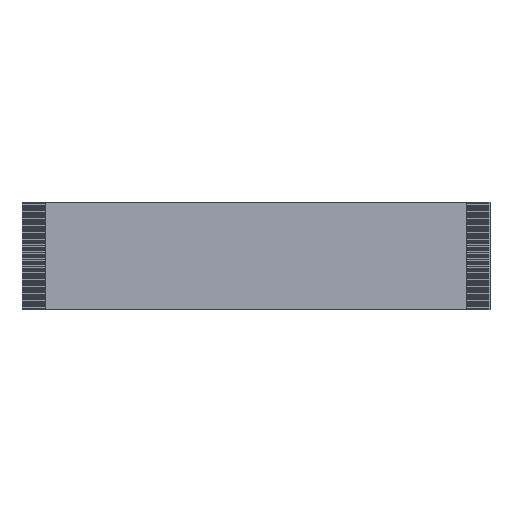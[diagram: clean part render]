
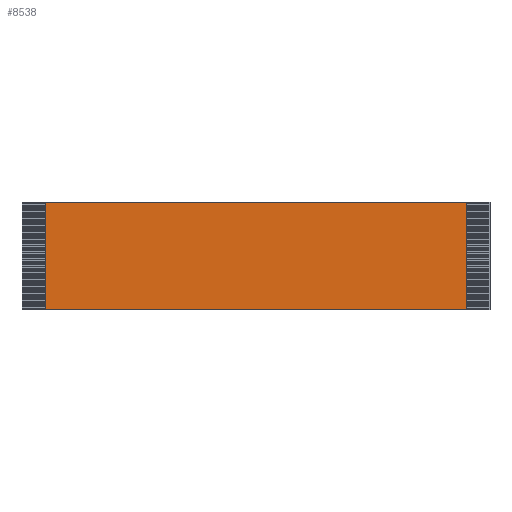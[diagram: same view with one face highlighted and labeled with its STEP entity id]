
A CAD part, top view. The second image highlights one B-rep face of the part: STEP entity #8538.
In plain terms, the highlighted planar face has unit normal (0, 0, 1).
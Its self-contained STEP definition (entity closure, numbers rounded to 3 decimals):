
#1819=ORIENTED_EDGE('',*,*,#2587,.T.);
#1820=ORIENTED_EDGE('',*,*,#2862,.F.);
#1821=ORIENTED_EDGE('',*,*,#2584,.F.);
#1822=ORIENTED_EDGE('',*,*,#2861,.T.);
#2584=EDGE_CURVE('',#3427,#3428,#4098,.T.);
#2587=EDGE_CURVE('',#3430,#3429,#4101,.T.);
#2861=EDGE_CURVE('',#3427,#3430,#4375,.T.);
#2862=EDGE_CURVE('',#3428,#3429,#4376,.T.);
#3427=VERTEX_POINT('',#11702);
#3428=VERTEX_POINT('',#11704);
#3429=VERTEX_POINT('',#11708);
#3430=VERTEX_POINT('',#11710);
#4098=LINE('',#11703,#5044);
#4101=LINE('',#11709,#5047);
#4375=LINE('',#12169,#5321);
#4376=LINE('',#12171,#5322);
#5044=VECTOR('',#9711,1000.);
#5047=VECTOR('',#9716,1000.);
#5321=VECTOR('',#10360,1000.);
#5322=VECTOR('',#10363,1000.);
#5611=EDGE_LOOP('',(#1819,#1820,#1821,#1822));
#5901=FACE_BOUND('',#5611,.T.);
#6191=PLANE('',#8835);
#8538=ADVANCED_FACE('',(#5901),#6191,.F.);
#8835=AXIS2_PLACEMENT_3D('',#12170,#10361,#10362);
#9711=DIRECTION('',(1.,0.,0.));
#9716=DIRECTION('',(1.,0.,0.));
#10360=DIRECTION('',(0.,-1.,0.));
#10361=DIRECTION('',(0.,0.,-1.));
#10362=DIRECTION('',(-1.,0.,0.));
#10363=DIRECTION('',(0.,-1.,0.));
#11702=CARTESIAN_POINT('',(-45.,11.5,0.138));
#11703=CARTESIAN_POINT('',(-45.,11.5,0.138));
#11704=CARTESIAN_POINT('',(45.,11.5,0.138));
#11708=CARTESIAN_POINT('',(45.,-11.5,0.138));
#11709=CARTESIAN_POINT('',(-45.,-11.5,0.138));
#11710=CARTESIAN_POINT('',(-45.,-11.5,0.138));
#12169=CARTESIAN_POINT('',(-45.,11.5,0.138));
#12170=CARTESIAN_POINT('',(-45.,11.5,0.138));
#12171=CARTESIAN_POINT('',(45.,11.5,0.138));
